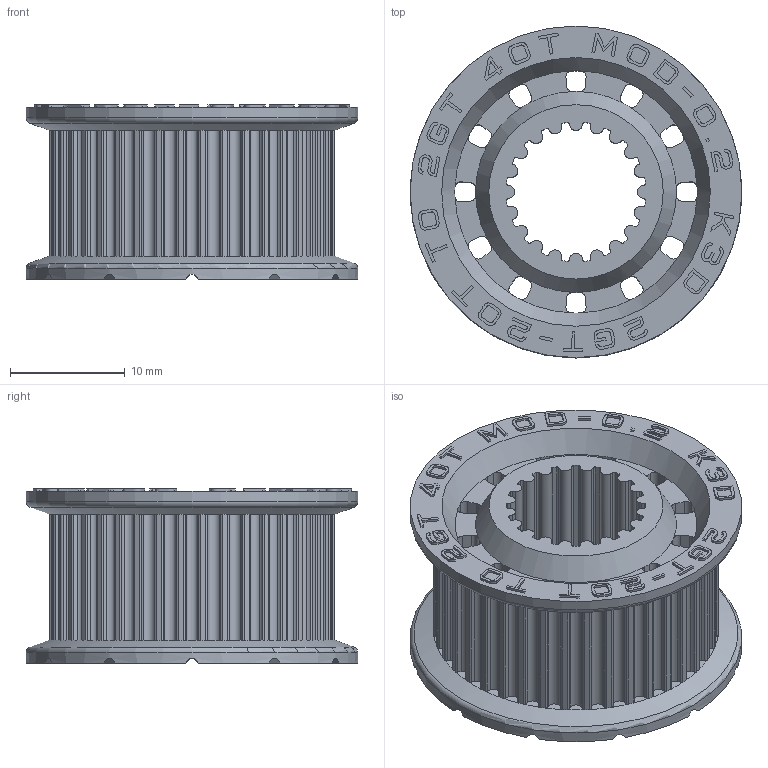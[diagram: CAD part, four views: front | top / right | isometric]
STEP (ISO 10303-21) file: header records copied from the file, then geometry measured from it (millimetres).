
FILE_DESCRIPTION(/* description */ ('CAx-IF Rec.Pracs.---Representation and Presentation of Product Manufacturing Information (PMI)---4.0---2014-10-13','CAx-IF Rec.Pracs.---3D Tessellated Geometry---0.4---2014-09-14','2;1'),/* implementation_level */ '2;1');
FILE_NAME(/* name */ 'K3D_2GT-20t_to_2GT-40t_MOD-0.2',/* time_stamp */ '2025-12-13T18:37:30+03:00',/* author */ (''),/* organization */ (''),/* preprocessor_version */ 'ST-DEVELOPER v20',/* originating_system */ 'SIEMENS PLM Software NX2506.6002',/* authorisation */ $);
FILE_SCHEMA (('AP242_MANAGED_MODEL_BASED_3D_ENGINEERING_MIM_LF { 1 0 10303 442 3 1 4 }'));
Length unit declared in the file: millimetre
Products named in the file (1): K3D_2GT-20t_to_2GT-40t_MOD-0.2
Bounding box: 28.96 x 28.96 x 15.2 mm (x, y, z)
Volume: 5169.6 mm3; surface area: 4794.3 mm2
Topology: 1 solids, 1 shells, 810 faces, 2185 edges, 1386 vertices
Faces by surface type: cylinder 434, plane 330, bspline 39, cone 5, torus 2
Full cylindrical faces by diameter (mm): 28.958 x2
Entity records: 27047 total; most frequent: CARTESIAN_POINT 6897, ORIENTED_EDGE 4324, DIRECTION 4261, EDGE_CURVE 2162, AXIS2_PLACEMENT_3D 1767, VERTEX_POINT 1379, CIRCLE 907, EDGE_LOOP 861
